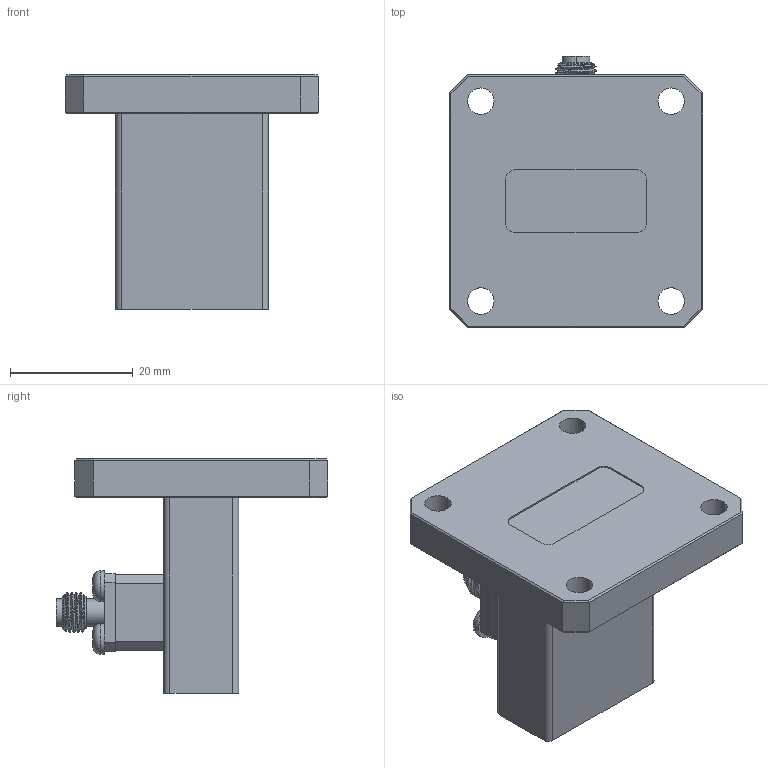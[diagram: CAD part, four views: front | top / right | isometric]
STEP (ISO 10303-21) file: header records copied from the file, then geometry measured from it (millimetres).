
FILE_DESCRIPTION (( 'STEP AP203' ), '1' );
FILE_NAME ('WC-XR-BX1, Female.STEP', '2024-03-01T20:23:40', ( '' ), ( '' ), 'SwSTEP 2.0', 'SolidWorks 2021', '' );
FILE_SCHEMA (( 'CONFIG_CONTROL_DESIGN' ));
Length unit declared in the file: inch
Products named in the file (1): WC-XR-BX1, Female
Bounding box: 41.2 x 44.22 x 38.1 mm (x, y, z)
Volume: 21575.1 mm3; surface area: 7619.8 mm2
Topology: 1 solids, 1 shells, 127 faces, 313 edges, 196 vertices
Faces by surface type: plane 66, cylinder 40, bspline 9, torus 8, cone 4
Entity records: 5569 total; most frequent: CARTESIAN_POINT 2526, ORIENTED_EDGE 626, DIRECTION 605, EDGE_CURVE 313, AXIS2_PLACEMENT_3D 213, VERTEX_POINT 196, VECTOR 179, LINE 179
